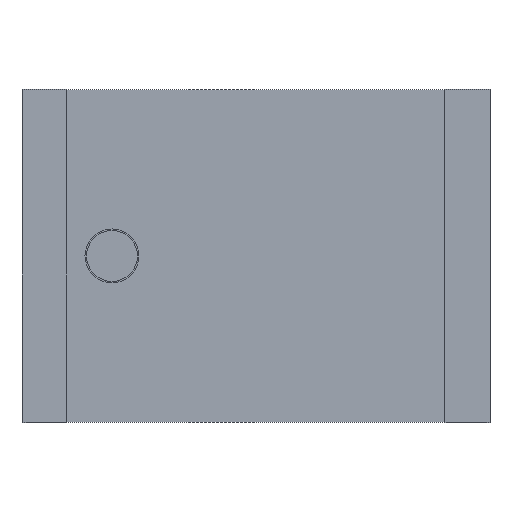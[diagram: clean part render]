
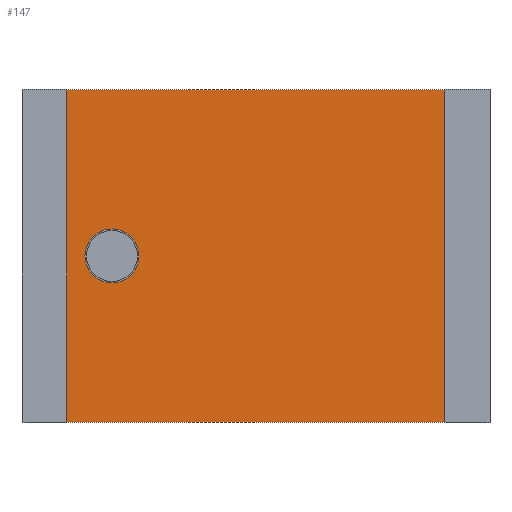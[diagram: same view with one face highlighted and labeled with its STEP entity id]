
A CAD part, top view. The second image highlights one B-rep face of the part: STEP entity #147.
In plain terms, the highlighted planar face has unit normal (0, 0, 1).
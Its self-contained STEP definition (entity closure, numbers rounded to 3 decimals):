
#147=ADVANCED_FACE('',(#290,#291),#292,.T.);
#290=FACE_OUTER_BOUND('',#429,.T.);
#291=FACE_BOUND('',#430,.T.);
#292=PLANE('',#431);
#429=EDGE_LOOP('',(#784,#785,#786,#787));
#430=EDGE_LOOP('',(#788));
#431=AXIS2_PLACEMENT_3D('',#789,#790,#791);
#784=ORIENTED_EDGE('',*,*,#912,.F.);
#785=ORIENTED_EDGE('',*,*,#858,.T.);
#786=ORIENTED_EDGE('',*,*,#915,.T.);
#787=ORIENTED_EDGE('',*,*,#886,.T.);
#788=ORIENTED_EDGE('',*,*,#849,.F.);
#789=CARTESIAN_POINT('',(-2.1,-1.85,0.65));
#790=DIRECTION('',(0.0,0.,1.0));
#791=DIRECTION('',(0.0,-1.0,0.));
#849=EDGE_CURVE('',#1014,#1014,#1015,.T.);
#858=EDGE_CURVE('',#1018,#1030,#1032,.T.);
#886=EDGE_CURVE('',#1075,#1073,#1076,.T.);
#912=EDGE_CURVE('',#1018,#1073,#1112,.T.);
#915=EDGE_CURVE('',#1030,#1075,#1116,.T.);
#1014=VERTEX_POINT('',#1256);
#1015=CIRCLE('',#1257,0.3);
#1018=VERTEX_POINT('',#1260);
#1030=VERTEX_POINT('',#1278);
#1032=LINE('',#1281,#1282);
#1073=VERTEX_POINT('',#1342);
#1075=VERTEX_POINT('',#1345);
#1076=LINE('',#1346,#1347);
#1112=LINE('',#1401,#1402);
#1116=LINE('',#1407,#1408);
#1256=CARTESIAN_POINT('',(-1.3,0.,0.65));
#1257=AXIS2_PLACEMENT_3D('',#1517,#1518,#1519);
#1260=CARTESIAN_POINT('',(-2.1,-1.845,0.65));
#1278=CARTESIAN_POINT('',(2.1,-1.845,0.65));
#1281=CARTESIAN_POINT('',(-2.55,-1.845,0.65));
#1282=VECTOR('',#1527,1.0);
#1342=CARTESIAN_POINT('',(-2.1,1.845,0.65));
#1345=CARTESIAN_POINT('',(2.1,1.845,0.65));
#1346=CARTESIAN_POINT('',(2.55,1.845,0.65));
#1347=VECTOR('',#1548,1.0);
#1401=CARTESIAN_POINT('',(-2.1,-1.85,0.65));
#1402=VECTOR('',#1567,1.0);
#1407=CARTESIAN_POINT('',(2.1,-1.85,0.65));
#1408=VECTOR('',#1569,1.0);
#1517=CARTESIAN_POINT('',(-1.6,0.,0.65));
#1518=DIRECTION('',(-0.0,0.,1.0));
#1519=DIRECTION('',(1.0,0.0,0.0));
#1527=DIRECTION('',(1.0,0.,0.));
#1548=DIRECTION('',(-1.0,0.,0.));
#1567=DIRECTION('',(0.,1.0,0.));
#1569=DIRECTION('',(0.,1.0,0.));
